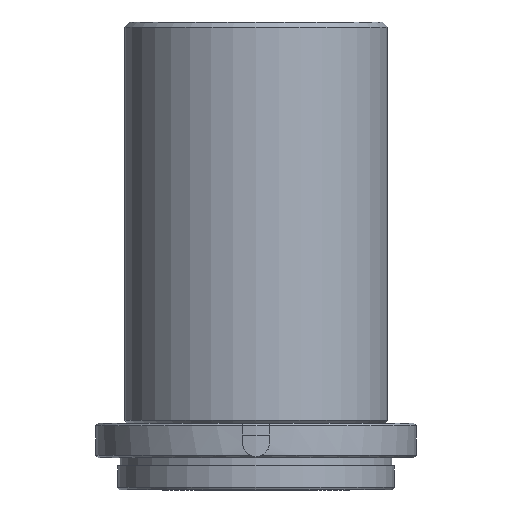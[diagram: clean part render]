
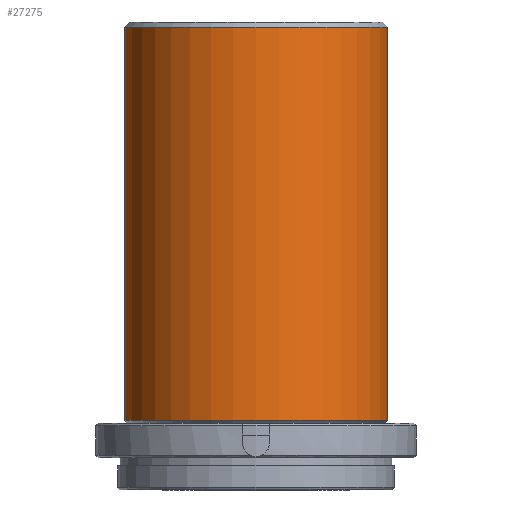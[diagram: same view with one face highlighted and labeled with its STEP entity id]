
A CAD part, front view. The second image highlights one B-rep face of the part: STEP entity #27275.
In plain terms, the highlighted cylindrical face has radius 12.5 mm (diameter 25 mm), a partial arc.
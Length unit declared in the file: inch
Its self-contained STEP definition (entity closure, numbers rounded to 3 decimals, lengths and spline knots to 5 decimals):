
#418 = DIRECTION ( 'NONE',  ( 0., 0., 1. ) ) ;
#7451 = AXIS2_PLACEMENT_3D ( 'NONE', #19641, #36592, #36902 ) ;
#7617 = CIRCLE ( 'NONE', #13092, 0.49213 ) ;
#10233 = VERTEX_POINT ( 'NONE', #21975 ) ;
#13092 = AXIS2_PLACEMENT_3D ( 'NONE', #20394, #13202, #44597 ) ;
#13100 = LINE ( 'NONE', #34524, #29967 ) ;
#13202 = DIRECTION ( 'NONE',  ( 0., 0., 1. ) ) ;
#14120 = EDGE_CURVE ( 'NONE', #30752, #18567, #38375, .T. ) ;
#16790 = DIRECTION ( 'NONE',  ( -1., 0., 0. ) ) ;
#16961 = DIRECTION ( 'NONE',  ( 0., 0., 1. ) ) ;
#18567 = VERTEX_POINT ( 'NONE', #25943 ) ;
#19641 = CARTESIAN_POINT ( 'NONE',  ( 0., 0., 0.51051 ) ) ;
#20394 = CARTESIAN_POINT ( 'NONE',  ( 0., 0., -0.49 ) ) ;
#21318 = ORIENTED_EDGE ( 'NONE', *, *, #43332, .F. ) ;
#21975 = CARTESIAN_POINT ( 'NONE',  ( 0.49213, 0., -0.49 ) ) ;
#22508 = CARTESIAN_POINT ( 'NONE',  ( -0.49213, 0., -0.49 ) ) ;
#23559 = EDGE_CURVE ( 'NONE', #10233, #18567, #13100, .T. ) ;
#24431 = CARTESIAN_POINT ( 'NONE',  ( -0.49213, 0., 0.51051 ) ) ;
#25658 = VECTOR ( 'NONE', #418, 39.37008 ) ;
#25943 = CARTESIAN_POINT ( 'NONE',  ( 0.49213, 0., 0.98 ) ) ;
#27275 = ADVANCED_FACE ( 'NONE', ( #41249 ), #35750, .T. ) ;
#29967 = VECTOR ( 'NONE', #16961, 39.37008 ) ;
#30519 = LINE ( 'NONE', #24431, #25658 ) ;
#30752 = VERTEX_POINT ( 'NONE', #43277 ) ;
#32224 = ORIENTED_EDGE ( 'NONE', *, *, #14120, .F. ) ;
#33858 = ORIENTED_EDGE ( 'NONE', *, *, #44107, .T. ) ;
#34524 = CARTESIAN_POINT ( 'NONE',  ( 0.49213, 0., 0.51051 ) ) ;
#35222 = AXIS2_PLACEMENT_3D ( 'NONE', #40901, #44227, #16790 ) ;
#35750 = CYLINDRICAL_SURFACE ( 'NONE', #7451, 0.49213 ) ;
#36592 = DIRECTION ( 'NONE',  ( 0., 0., 1. ) ) ;
#36902 = DIRECTION ( 'NONE',  ( -1., 0., 0. ) ) ;
#37756 = ORIENTED_EDGE ( 'NONE', *, *, #23559, .T. ) ;
#38375 = CIRCLE ( 'NONE', #35222, 0.49213 ) ;
#40340 = EDGE_LOOP ( 'NONE', ( #33858, #37756, #32224, #21318 ) ) ;
#40901 = CARTESIAN_POINT ( 'NONE',  ( 0., 0., 0.98 ) ) ;
#41249 = FACE_OUTER_BOUND ( 'NONE', #40340, .T. ) ;
#43277 = CARTESIAN_POINT ( 'NONE',  ( -0.49213, 0., 0.98 ) ) ;
#43332 = EDGE_CURVE ( 'NONE', #44544, #30752, #30519, .T. ) ;
#44107 = EDGE_CURVE ( 'NONE', #44544, #10233, #7617, .T. ) ;
#44227 = DIRECTION ( 'NONE',  ( 0., 0., 1. ) ) ;
#44544 = VERTEX_POINT ( 'NONE', #22508 ) ;
#44597 = DIRECTION ( 'NONE',  ( -1., 0., 0. ) ) ;
